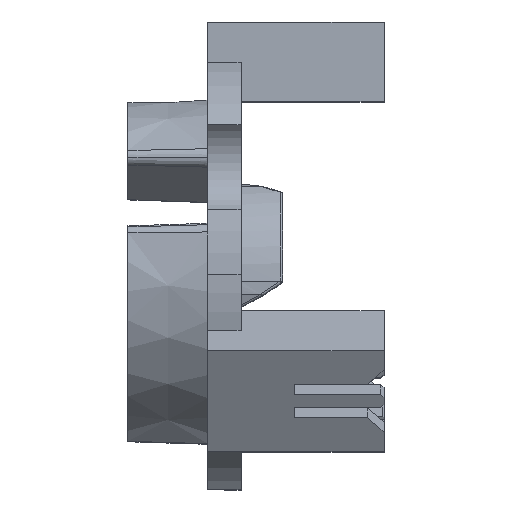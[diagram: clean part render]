
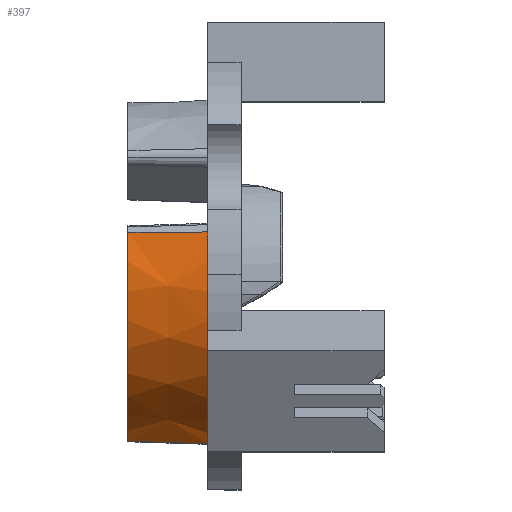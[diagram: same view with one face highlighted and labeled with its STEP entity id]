
A CAD part, top view. The second image highlights one B-rep face of the part: STEP entity #397.
In plain terms, the highlighted conical face has half-angle 1.8 degrees and reference radius 10.55 mm.
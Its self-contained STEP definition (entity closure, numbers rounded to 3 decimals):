
#208 = ORIENTED_EDGE ( 'NONE', *, *, #9567, .F. ) ;
#397 = ADVANCED_FACE ( 'NONE', ( #2576 ), #1862, .T. ) ;
#588 = DIRECTION ( 'NONE',  ( -1., 0., 0. ) ) ;
#684 = ORIENTED_EDGE ( 'NONE', *, *, #6237, .F. ) ;
#974 = LINE ( 'NONE', #6713, #10201 ) ;
#1280 = LINE ( 'NONE', #11505, #9079 ) ;
#1862 = CONICAL_SURFACE ( 'NONE', #7341, 10.55, 0.031 ) ;
#2026 = CARTESIAN_POINT ( 'NONE',  ( 0., 2.569, 10.233 ) ) ;
#2576 = FACE_OUTER_BOUND ( 'NONE', #11166, .T. ) ;
#2633 = CIRCLE ( 'NONE', #10423, 10.55 ) ;
#3402 = EDGE_CURVE ( 'NONE', #5125, #6466, #974, .T. ) ;
#3432 = DIRECTION ( 'NONE',  ( -1., 0., 0. ) ) ;
#4242 = ORIENTED_EDGE ( 'NONE', *, *, #7487, .T. ) ;
#4356 = DIRECTION ( 'NONE',  ( 0., 0., -1. ) ) ;
#5125 = VERTEX_POINT ( 'NONE', #6568 ) ;
#5237 = CARTESIAN_POINT ( 'NONE',  ( -4.8, 2.532, 10.086 ) ) ;
#5940 = DIRECTION ( 'NONE',  ( 1., -0.03, 0.009 ) ) ;
#6237 = EDGE_CURVE ( 'NONE', #5125, #12621, #11512, .T. ) ;
#6432 = DIRECTION ( 'NONE',  ( 1., 0.008, 0.03 ) ) ;
#6466 = VERTEX_POINT ( 'NONE', #8889 ) ;
#6568 = CARTESIAN_POINT ( 'NONE',  ( -4.8, -10.001, 2.851 ) ) ;
#6595 = CARTESIAN_POINT ( 'NONE',  ( 0., 0., 0. ) ) ;
#6657 = DIRECTION ( 'NONE',  ( 0., -0.866, -0.5 ) ) ;
#6713 = CARTESIAN_POINT ( 'NONE',  ( 0., -10.146, 2.892 ) ) ;
#7341 = AXIS2_PLACEMENT_3D ( 'NONE', #6595, #9619, #6657 ) ;
#7487 = EDGE_CURVE ( 'NONE', #6466, #7959, #2633, .T. ) ;
#7708 = DIRECTION ( 'NONE',  ( 0., -0.866, -0.5 ) ) ;
#7904 = CARTESIAN_POINT ( 'NONE',  ( 0., 0., 0. ) ) ;
#7959 = VERTEX_POINT ( 'NONE', #2026 ) ;
#8889 = CARTESIAN_POINT ( 'NONE',  ( 0., -10.146, 2.892 ) ) ;
#9079 = VECTOR ( 'NONE', #6432, 1000. ) ;
#9567 = EDGE_CURVE ( 'NONE', #12621, #7959, #1280, .T. ) ;
#9619 = DIRECTION ( 'NONE',  ( 1., 0., 0. ) ) ;
#10201 = VECTOR ( 'NONE', #5940, 1000. ) ;
#10423 = AXIS2_PLACEMENT_3D ( 'NONE', #7904, #588, #7708 ) ;
#10913 = ORIENTED_EDGE ( 'NONE', *, *, #3402, .T. ) ;
#11166 = EDGE_LOOP ( 'NONE', ( #4242, #208, #684, #10913 ) ) ;
#11473 = CARTESIAN_POINT ( 'NONE',  ( -4.8, 0., 0. ) ) ;
#11505 = CARTESIAN_POINT ( 'NONE',  ( 0., 2.569, 10.233 ) ) ;
#11512 = CIRCLE ( 'NONE', #11727, 10.399 ) ;
#11727 = AXIS2_PLACEMENT_3D ( 'NONE', #11473, #3432, #4356 ) ;
#12621 = VERTEX_POINT ( 'NONE', #5237 ) ;
